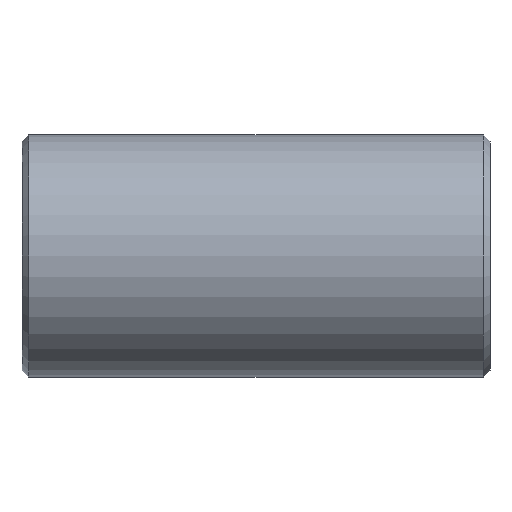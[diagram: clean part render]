
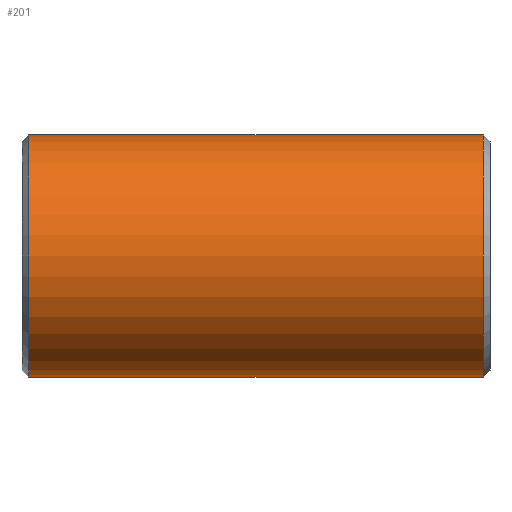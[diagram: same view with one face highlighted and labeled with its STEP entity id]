
A CAD part, front view. The second image highlights one B-rep face of the part: STEP entity #201.
In plain terms, the highlighted cylindrical face has radius 44.45 mm (diameter 88.9 mm), a partial arc.
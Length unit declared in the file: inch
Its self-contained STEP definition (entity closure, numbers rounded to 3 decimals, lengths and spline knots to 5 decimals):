
#6 = AXIS2_PLACEMENT_3D ( 'NONE', #148, #613, #427 ) ;
#107 = CARTESIAN_POINT ( 'NONE',  ( 3.28, 0., 1.75 ) ) ;
#111 = EDGE_CURVE ( 'NONE', #607, #483, #614, .T. ) ;
#136 = CARTESIAN_POINT ( 'NONE',  ( 3.38, 0., 1.75 ) ) ;
#148 = CARTESIAN_POINT ( 'NONE',  ( -3.28, 0., 0. ) ) ;
#179 = VECTOR ( 'NONE', #503, 39.37008 ) ;
#189 = VECTOR ( 'NONE', #482, 39.37008 ) ;
#201 = ADVANCED_FACE ( 'NONE', ( #573 ), #762, .T. ) ;
#204 = CARTESIAN_POINT ( 'NONE',  ( 3.28, 0., 0. ) ) ;
#227 = VERTEX_POINT ( 'NONE', #107 ) ;
#247 = VERTEX_POINT ( 'NONE', #346 ) ;
#278 = EDGE_LOOP ( 'NONE', ( #497, #327, #339, #615 ) ) ;
#327 = ORIENTED_EDGE ( 'NONE', *, *, #612, .T. ) ;
#337 = CARTESIAN_POINT ( 'NONE',  ( 3.38, 0., 0. ) ) ;
#339 = ORIENTED_EDGE ( 'NONE', *, *, #439, .T. ) ;
#346 = CARTESIAN_POINT ( 'NONE',  ( -3.28, 0., 1.75 ) ) ;
#349 = DIRECTION ( 'NONE',  ( 0., 0., 1. ) ) ;
#350 = AXIS2_PLACEMENT_3D ( 'NONE', #337, #568, #349 ) ;
#376 = DIRECTION ( 'NONE',  ( -1., 0., 0. ) ) ;
#383 = CARTESIAN_POINT ( 'NONE',  ( -3.28, 0., -1.75 ) ) ;
#427 = DIRECTION ( 'NONE',  ( 0., 0., 1. ) ) ;
#430 = EDGE_CURVE ( 'NONE', #247, #483, #519, .T. ) ;
#439 = EDGE_CURVE ( 'NONE', #227, #247, #736, .T. ) ;
#482 = DIRECTION ( 'NONE',  ( -1., 0., 0. ) ) ;
#483 = VERTEX_POINT ( 'NONE', #383 ) ;
#497 = ORIENTED_EDGE ( 'NONE', *, *, #111, .F. ) ;
#503 = DIRECTION ( 'NONE',  ( -1., 0., 0. ) ) ;
#519 = CIRCLE ( 'NONE', #6, 1.75 ) ;
#568 = DIRECTION ( 'NONE',  ( -1., 0., 0. ) ) ;
#573 = FACE_OUTER_BOUND ( 'NONE', #278, .T. ) ;
#605 = CARTESIAN_POINT ( 'NONE',  ( 3.28, 0., -1.75 ) ) ;
#607 = VERTEX_POINT ( 'NONE', #605 ) ;
#609 = DIRECTION ( 'NONE',  ( 0., 0., -1. ) ) ;
#612 = EDGE_CURVE ( 'NONE', #607, #227, #629, .T. ) ;
#613 = DIRECTION ( 'NONE',  ( 1., 0., 0. ) ) ;
#614 = LINE ( 'NONE', #682, #179 ) ;
#615 = ORIENTED_EDGE ( 'NONE', *, *, #430, .T. ) ;
#629 = CIRCLE ( 'NONE', #716, 1.75 ) ;
#682 = CARTESIAN_POINT ( 'NONE',  ( 3.38, 0., -1.75 ) ) ;
#716 = AXIS2_PLACEMENT_3D ( 'NONE', #204, #376, #609 ) ;
#736 = LINE ( 'NONE', #136, #189 ) ;
#762 = CYLINDRICAL_SURFACE ( 'NONE', #350, 1.75 ) ;
